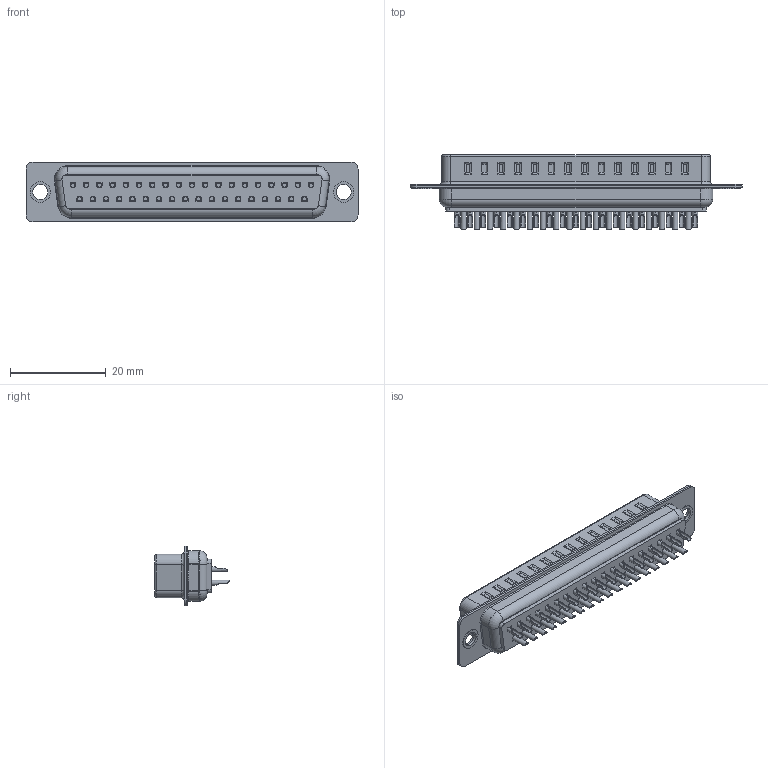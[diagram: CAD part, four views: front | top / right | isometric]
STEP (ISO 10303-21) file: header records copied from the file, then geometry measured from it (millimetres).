
FILE_DESCRIPTION(/* description */ ('Unknown'),/* implementation_level */ '2;1');
FILE_NAME(/* name */ '61803724823',/* time_stamp */ '2022-12-08T15:16:35+01:00',/* author */ ('Unknown'),/* organization */ ('Unknown'),/* preprocessor_version */ 'ST-DEVELOPER v16.7',/* originating_system */ 'Solid Edge',/* authorisation */ 'Unknown');
FILE_SCHEMA (('AUTOMOTIVE_DESIGN {1 0 10303 214 3 1 1}'));
Length unit declared in the file: millimetre
Products named in the file (5): 6180xx24823; 6180xx24823.Pin; 61803724823; 61803724823_SHIELDING1; 61803724823_SHIELDING2
Assembly tree (40 placements, depth 2):
  6180xx24823
    6180xx24823.Pin  x37
    61803724823
    61803724823_SHIELDING1
    61803724823_SHIELDING2
Bounding box: 69.5 x 15.5 x 12.55 mm (x, y, z)
Volume: 3354.8 mm3; surface area: 9972.2 mm2
Topology: 77 solids, 77 shells, 2555 faces, 6598 edges, 4368 vertices
Faces by surface type: plane 1512, cylinder 933, torus 110
Full cylindrical faces by diameter (mm): 1 x37, 1.75 x37, 3.15 x4, 4.3 x2
Entity records: 27764 total; most frequent: CARTESIAN_POINT 4800, DIRECTION 4711, ORIENTED_EDGE 4310, EDGE_CURVE 2155, AXIS2_PLACEMENT_3D 1640, VERTEX_POINT 1446, LINE 1431, VECTOR 1431
